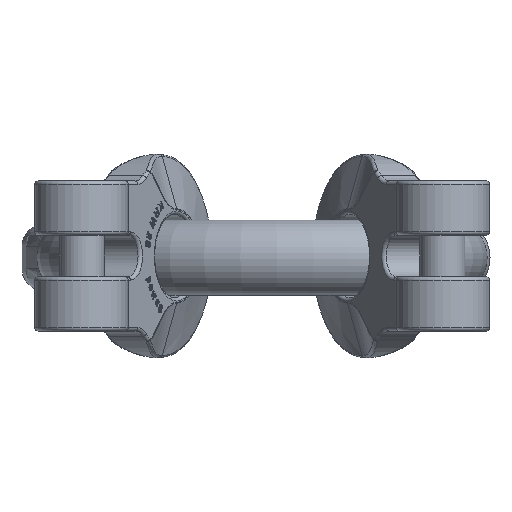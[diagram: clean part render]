
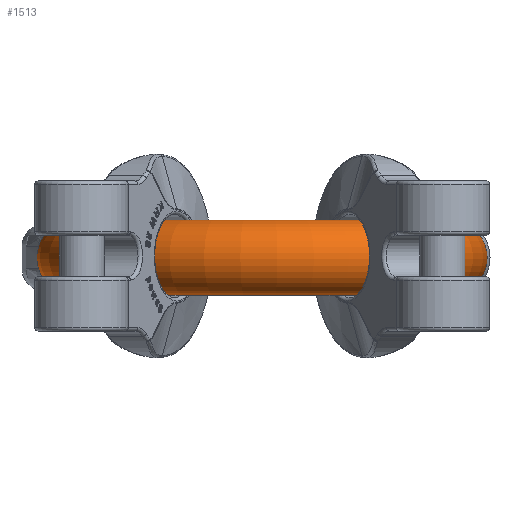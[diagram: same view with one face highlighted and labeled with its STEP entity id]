
A CAD part, front view. The second image highlights one B-rep face of the part: STEP entity #1513.
In plain terms, the highlighted toroidal (fillet/blend) face has major radius 112.5 mm and minor radius 22.5 mm.
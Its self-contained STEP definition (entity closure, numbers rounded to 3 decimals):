
#343=TOROIDAL_SURFACE('',#10616,112.5,22.5);
#1513=ADVANCED_FACE('',(#2039,#2040),#343,.T.);
#1929=CIRCLE('',#10604,22.5);
#1930=CIRCLE('',#10610,22.5);
#2039=FACE_BOUND('',#2649,.T.);
#2040=FACE_BOUND('',#2650,.T.);
#2649=EDGE_LOOP('',(#6312));
#2650=EDGE_LOOP('',(#6313));
#6312=ORIENTED_EDGE('',*,*,#8725,.T.);
#6313=ORIENTED_EDGE('',*,*,#8744,.F.);
#7301=VERTEX_POINT('',#21045);
#7320=VERTEX_POINT('',#21174);
#8725=EDGE_CURVE('',#7301,#7301,#1929,.T.);
#8744=EDGE_CURVE('',#7320,#7320,#1930,.T.);
#10604=AXIS2_PLACEMENT_3D('',#21044,#12379,#12380);
#10610=AXIS2_PLACEMENT_3D('',#21173,#12395,#12396);
#10616=AXIS2_PLACEMENT_3D('',#21183,#12407,#12408);
#12379=DIRECTION('',(0.,-1.,0.));
#12380=DIRECTION('',(1.,0.,0.));
#12395=DIRECTION('',(0.,1.,0.));
#12396=DIRECTION('',(-1.,0.,0.));
#12407=DIRECTION('',(0.,0.,1.));
#12408=DIRECTION('',(1.,0.,0.));
#21044=CARTESIAN_POINT('',(-112.5,-80.,0.));
#21045=CARTESIAN_POINT('',(-90.,-80.,0.));
#21173=CARTESIAN_POINT('',(112.5,-80.,0.));
#21174=CARTESIAN_POINT('',(90.,-80.,0.));
#21183=CARTESIAN_POINT('',(0.,-80.,0.));
